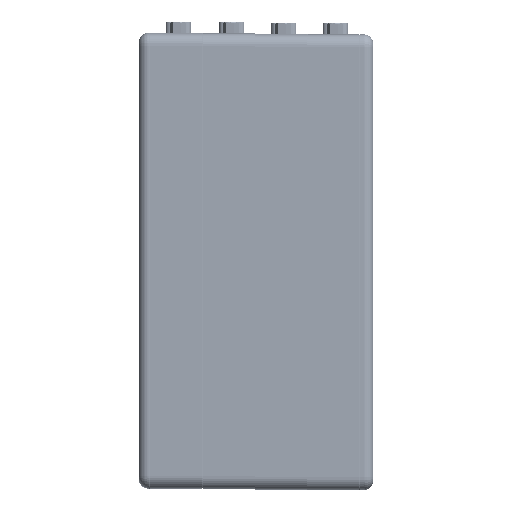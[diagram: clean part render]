
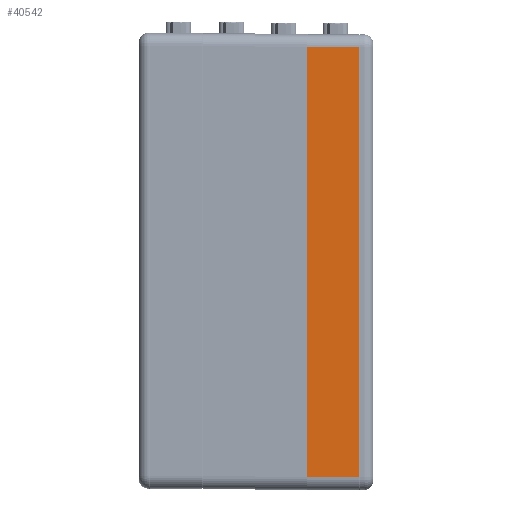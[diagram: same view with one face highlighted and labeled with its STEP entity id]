
A CAD part, left-side view. The second image highlights one B-rep face of the part: STEP entity #40542.
In plain terms, the highlighted face is planar.
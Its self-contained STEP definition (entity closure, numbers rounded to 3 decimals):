
#2439 = DIRECTION ( 'NONE',  ( 0., 0., -1. ) ) ;
#4684 = LINE ( 'NONE', #15441, #43169 ) ;
#5430 = ORIENTED_EDGE ( 'NONE', *, *, #14224, .T. ) ;
#7786 = VECTOR ( 'NONE', #28671, 1000. ) ;
#9498 = DIRECTION ( 'NONE',  ( 0., 0., -1. ) ) ;
#9786 = LINE ( 'NONE', #24379, #7786 ) ;
#10473 = CARTESIAN_POINT ( 'NONE',  ( 17.5, 85., -4. ) ) ;
#11356 = VERTEX_POINT ( 'NONE', #42134 ) ;
#13319 = LINE ( 'NONE', #31721, #19182 ) ;
#13427 = FACE_OUTER_BOUND ( 'NONE', #19346, .T. ) ;
#14131 = DIRECTION ( 'NONE',  ( 0., -1., 0. ) ) ;
#14224 = EDGE_CURVE ( 'NONE', #34826, #14329, #4684, .T. ) ;
#14329 = VERTEX_POINT ( 'NONE', #23551 ) ;
#14824 = AXIS2_PLACEMENT_3D ( 'NONE', #46895, #14131, #2439 ) ;
#15441 = CARTESIAN_POINT ( 'NONE',  ( 17.6, 85., -141. ) ) ;
#18178 = VERTEX_POINT ( 'NONE', #10473 ) ;
#19182 = VECTOR ( 'NONE', #9498, 1000. ) ;
#19346 = EDGE_LOOP ( 'NONE', ( #21093, #27282, #5430, #32860 ) ) ;
#19908 = CARTESIAN_POINT ( 'NONE',  ( 17.5, 85., -141. ) ) ;
#21093 = ORIENTED_EDGE ( 'NONE', *, *, #22284, .F. ) ;
#22284 = EDGE_CURVE ( 'NONE', #18178, #11356, #30212, .T. ) ;
#23551 = CARTESIAN_POINT ( 'NONE',  ( 0.9, 85., -141. ) ) ;
#24379 = CARTESIAN_POINT ( 'NONE',  ( 0.9, 85., -4. ) ) ;
#24905 = PLANE ( 'NONE',  #14824 ) ;
#26629 = CARTESIAN_POINT ( 'NONE',  ( 17.6, 85., -4. ) ) ;
#27282 = ORIENTED_EDGE ( 'NONE', *, *, #28388, .T. ) ;
#28388 = EDGE_CURVE ( 'NONE', #18178, #34826, #13319, .T. ) ;
#28671 = DIRECTION ( 'NONE',  ( 0., 0., 1. ) ) ;
#30212 = LINE ( 'NONE', #26629, #36675 ) ;
#30449 = DIRECTION ( 'NONE',  ( -1., 0., 0. ) ) ;
#31721 = CARTESIAN_POINT ( 'NONE',  ( 17.5, 85., -4. ) ) ;
#32860 = ORIENTED_EDGE ( 'NONE', *, *, #41106, .T. ) ;
#33826 = DIRECTION ( 'NONE',  ( -1., 0., 0. ) ) ;
#34826 = VERTEX_POINT ( 'NONE', #19908 ) ;
#36675 = VECTOR ( 'NONE', #30449, 1000. ) ;
#40542 = ADVANCED_FACE ( 'NONE', ( #13427 ), #24905, .F. ) ;
#41106 = EDGE_CURVE ( 'NONE', #14329, #11356, #9786, .T. ) ;
#42134 = CARTESIAN_POINT ( 'NONE',  ( 0.9, 85., -4. ) ) ;
#43169 = VECTOR ( 'NONE', #33826, 1000. ) ;
#46895 = CARTESIAN_POINT ( 'NONE',  ( 17.6, 85., -4. ) ) ;
